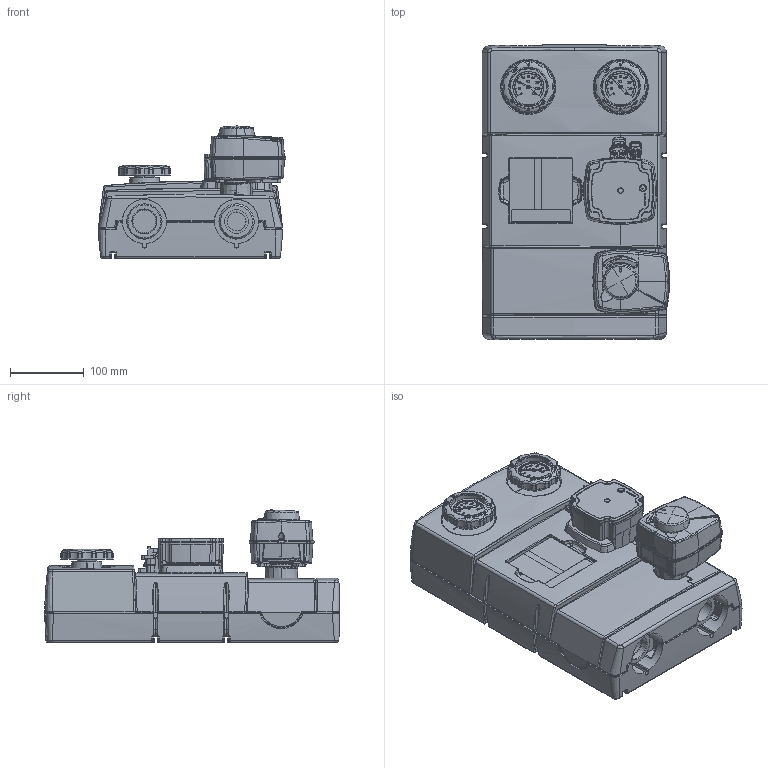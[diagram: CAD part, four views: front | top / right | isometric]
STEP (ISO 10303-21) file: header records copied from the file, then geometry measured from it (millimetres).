
FILE_DESCRIPTION(('CATIA V5 STEP Exchange'),'2;1');
FILE_NAME('61060500 GBA112 DN25.stp','2016-01-12T14:01:35+00:00',('none'),('none'),'CATIA Version 5 Release 20 SP 6 (IN-10)','CATIA V5 STEP AP214','none');
FILE_SCHEMA(('AUTOMOTIVE_DESIGN { 1 0 10303 214 1 1 1 1 }'));
Length unit declared in the file: millimetre
Products named in the file (1): GBA111_AllCATPart
Bounding box: 254.1 x 400.18 x 179.45 mm (x, y, z)
Volume: 8843500.7 mm3; surface area: 659591.2 mm2
Topology: 2 solids, 62 shells, 8285 faces, 21267 edges, 13114 vertices
Faces by surface type: plane 2924, bspline 1801, cylinder 1691, cone 598, torus 572, sphere 373, extrusion 242, revolution 84
Entity records: 381306 total; most frequent: CARTESIAN_POINT 183381, ORIENTED_EDGE 41904, DIRECTION 22742, EDGE_CURVE 20954, VERTEX_POINT 13111, B_SPLINE_CURVE_WITH_KNOTS 9241, AXIS2_PLACEMENT_3D 9162, EDGE_LOOP 8719
